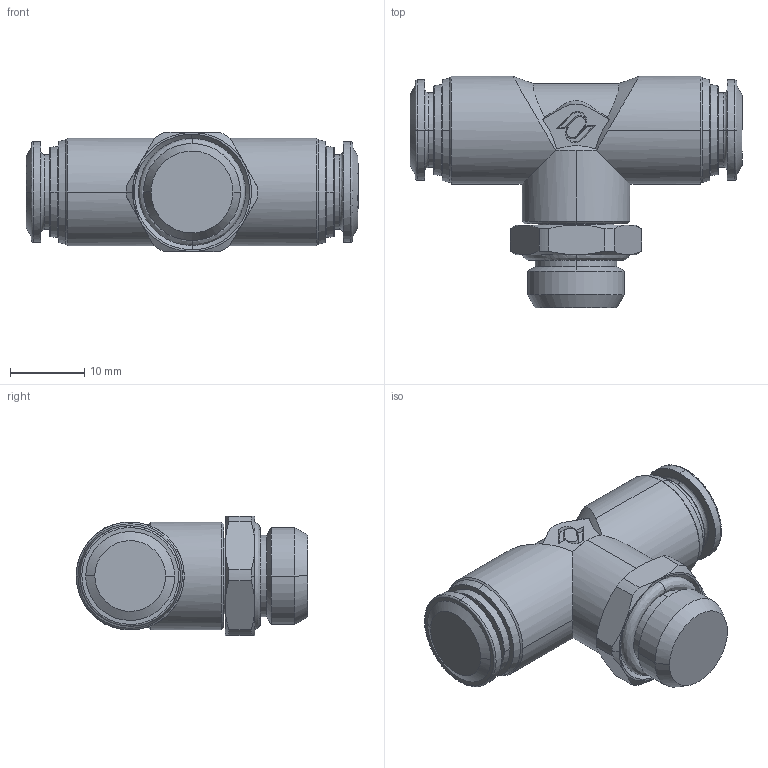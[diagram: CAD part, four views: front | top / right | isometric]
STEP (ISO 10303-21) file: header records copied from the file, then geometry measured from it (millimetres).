
FILE_DESCRIPTION (( 'STEP AP214' ), '1' );
FILE_NAME ('7021600011.STEP', '2012-10-22T13:41:07', ( '' ), ( '' ), 'SwSTEP 2.0', 'SolidWorks 2012', '' );
FILE_SCHEMA (( 'AUTOMOTIVE_DESIGN' ));
Length unit declared in the file: millimetre
Products named in the file (1): 7021600011
Bounding box: 44.73 x 31.19 x 16.14 mm (x, y, z)
Volume: 9494 mm3; surface area: 3687.5 mm2
Topology: 1 solids, 1 shells, 155 faces, 388 edges, 248 vertices
Faces by surface type: cone 59, plane 48, cylinder 28, bspline 20
Entity records: 7193 total; most frequent: CARTESIAN_POINT 2732, ORIENTED_EDGE 772, DIRECTION 647, EDGE_CURVE 386, AXIS2_PLACEMENT_3D 264, VERTEX_POINT 248, EDGE_LOOP 170, FACE_OUTER_BOUND 155
